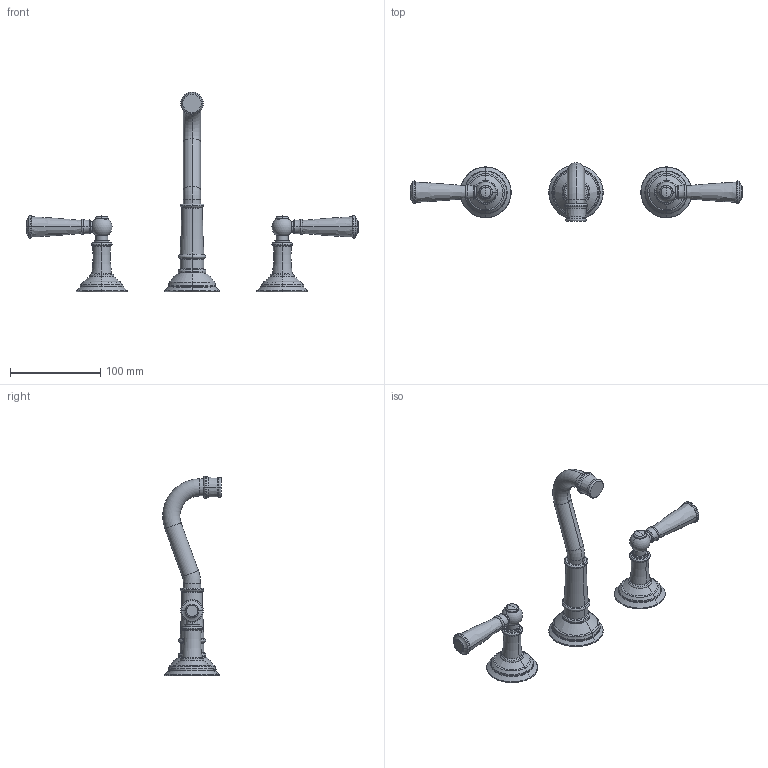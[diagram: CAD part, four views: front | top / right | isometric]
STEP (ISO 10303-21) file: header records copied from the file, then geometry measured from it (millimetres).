
FILE_DESCRIPTION((''),'2;1');
FILE_NAME('3-2471_SW0001','2020-11-25T12:51:53',('rsmith'),(''),'CREO PARAMETRIC BY PTC INC, 2018400','CREO PARAMETRIC BY PTC INC, 2018400','');
FILE_SCHEMA(('AUTOMOTIVE_DESIGN { 1 0 10303 214 1 1 1 1 }'));
Length unit declared in the file: inch
Products named in the file (1): 3-2471_SW0001
Bounding box: 367.69 x 65.04 x 221.16 mm (x, y, z)
Volume: 256218.6 mm3; surface area: 53552.2 mm2
Topology: 3 solids, 3 shells, 219 faces, 438 edges, 238 vertices
Faces by surface type: torus 132, cylinder 38, plane 23, bspline 12, sphere 8, cone 6
Entity records: 9043 total; most frequent: DIRECTION 1238, CARTESIAN_POINT 1217, ORIENTED_EDGE 868, PRESENTATION_STYLE_ASSIGNMENT 656, AXIS2_PLACEMENT_3D 597, STYLED_ITEM 437, CURVE_STYLE 434, EDGE_CURVE 434
